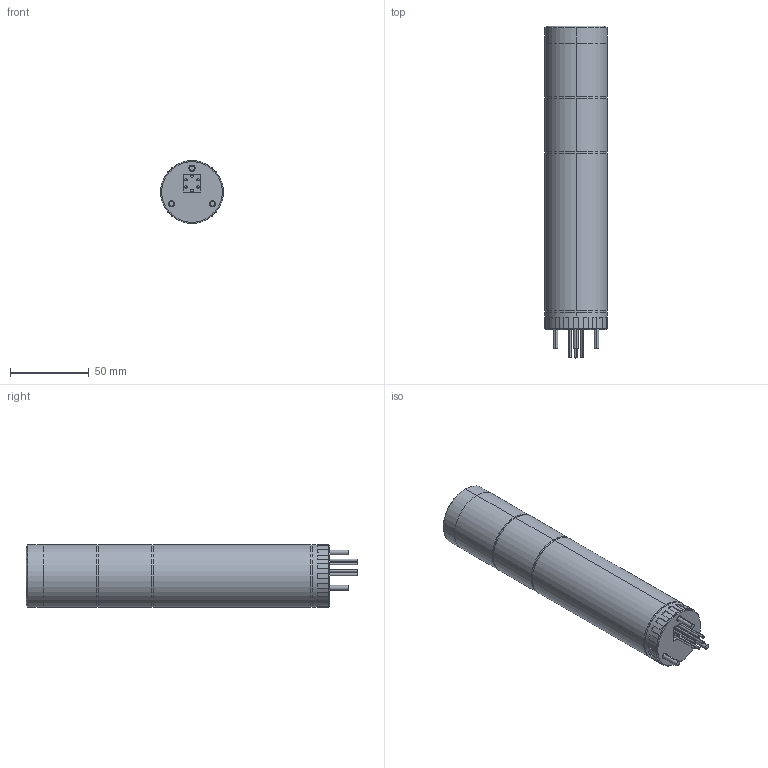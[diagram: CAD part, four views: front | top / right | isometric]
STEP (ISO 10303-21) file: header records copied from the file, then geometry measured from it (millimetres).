
FILE_DESCRIPTION (( 'STEP AP214' ), '1' );
FILE_NAME ('LCE-202W-RG.step', '2016-10-25T14:44:06', ( '' ), ( '' ), 'SwSTEP 2.0', 'SolidWorks 2016', '' );
FILE_SCHEMA (( 'AUTOMOTIVE_DESIGN' ));
Length unit declared in the file: millimetre
Products named in the file (1): LCE-202W-RG
Bounding box: 40 x 211 x 40 mm (x, y, z)
Volume: 240938.2 mm3; surface area: 47785.6 mm2
Topology: 19 solids, 19 shells, 194 faces, 458 edges, 304 vertices
Faces by surface type: plane 144, cylinder 46, cone 2, torus 2
Entity records: 5808 total; most frequent: DIRECTION 986, CARTESIAN_POINT 957, ORIENTED_EDGE 916, EDGE_CURVE 458, AXIS2_PLACEMENT_3D 333, LINE 320, VECTOR 320, VERTEX_POINT 304
